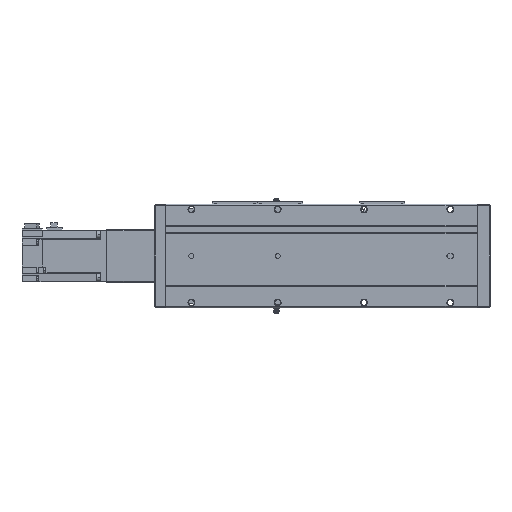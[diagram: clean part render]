
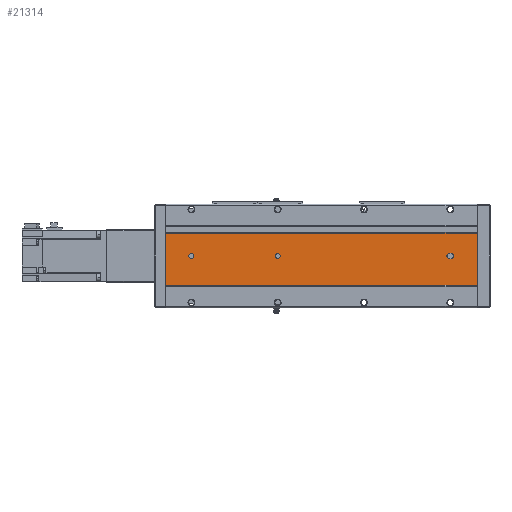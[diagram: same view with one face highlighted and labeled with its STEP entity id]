
A CAD part, front view. The second image highlights one B-rep face of the part: STEP entity #21314.
In plain terms, the highlighted planar face has unit normal (0, -1, 0).
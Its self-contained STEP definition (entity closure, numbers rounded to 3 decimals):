
#798 = FACE_BOUND ( 'NONE', #38388, .T. ) ;
#1138 = LINE ( 'NONE', #26796, #10835 ) ;
#2483 = VECTOR ( 'NONE', #4523, 1000. ) ;
#4029 = CARTESIAN_POINT ( 'NONE',  ( 331., 1., 0. ) ) ;
#4064 = VECTOR ( 'NONE', #14821, 1000. ) ;
#4153 = PLANE ( 'NONE',  #11030 ) ;
#4310 = VERTEX_POINT ( 'NONE', #38690 ) ;
#4414 = LINE ( 'NONE', #36117, #5828 ) ;
#4523 = DIRECTION ( 'NONE',  ( -1., 0., 0. ) ) ;
#5828 = VECTOR ( 'NONE', #10670, 1000. ) ;
#6218 = CARTESIAN_POINT ( 'NONE',  ( 361., 1., -34. ) ) ;
#7204 = VERTEX_POINT ( 'NONE', #30110 ) ;
#7494 = DIRECTION ( 'NONE',  ( 0., 1., 0. ) ) ;
#8048 = EDGE_LOOP ( 'NONE', ( #21405, #24087, #21007, #21471 ) ) ;
#8523 = ORIENTED_EDGE ( 'NONE', *, *, #15570, .F. ) ;
#9068 = CIRCLE ( 'NONE', #13708, 3. ) ;
#9083 = EDGE_CURVE ( 'NONE', #4310, #23695, #4414, .T. ) ;
#9604 = ORIENTED_EDGE ( 'NONE', *, *, #22302, .F. ) ;
#10078 = ORIENTED_EDGE ( 'NONE', *, *, #12573, .F. ) ;
#10290 = VERTEX_POINT ( 'NONE', #17550 ) ;
#10670 = DIRECTION ( 'NONE',  ( 1., 0., 0. ) ) ;
#10835 = VECTOR ( 'NONE', #10949, 1000. ) ;
#10939 = CARTESIAN_POINT ( 'NONE',  ( 30., 1., 3. ) ) ;
#10949 = DIRECTION ( 'NONE',  ( -1., 0., 0. ) ) ;
#10967 = VERTEX_POINT ( 'NONE', #6218 ) ;
#11030 = AXIS2_PLACEMENT_3D ( 'NONE', #39033, #7494, #20448 ) ;
#11232 = DIRECTION ( 'NONE',  ( 0., 0., 1. ) ) ;
#11391 = CARTESIAN_POINT ( 'NONE',  ( 130., 1., -3. ) ) ;
#12538 = CARTESIAN_POINT ( 'NONE',  ( 331., 1., -3. ) ) ;
#12573 = EDGE_CURVE ( 'NONE', #38570, #4310, #14214, .T. ) ;
#12839 = AXIS2_PLACEMENT_3D ( 'NONE', #20283, #39078, #26553 ) ;
#12956 = VERTEX_POINT ( 'NONE', #14342 ) ;
#13238 = CARTESIAN_POINT ( 'NONE',  ( 361., 1., 26.542 ) ) ;
#13550 = FACE_BOUND ( 'NONE', #34308, .T. ) ;
#13708 = AXIS2_PLACEMENT_3D ( 'NONE', #4029, #20658, #35557 ) ;
#14214 = CIRCLE ( 'NONE', #16866, 3. ) ;
#14342 = CARTESIAN_POINT ( 'NONE',  ( 130., 1., 3. ) ) ;
#14821 = DIRECTION ( 'NONE',  ( -1., 0., 0. ) ) ;
#15220 = VERTEX_POINT ( 'NONE', #16794 ) ;
#15347 = CIRCLE ( 'NONE', #40044, 3. ) ;
#15441 = DIRECTION ( 'NONE',  ( 0., -1., 0. ) ) ;
#15570 = EDGE_CURVE ( 'NONE', #23695, #7204, #9068, .T. ) ;
#16042 = CARTESIAN_POINT ( 'NONE',  ( 30., 1., 0. ) ) ;
#16324 = VECTOR ( 'NONE', #34856, 1000. ) ;
#16739 = DIRECTION ( 'NONE',  ( 0., -1., 0. ) ) ;
#16794 = CARTESIAN_POINT ( 'NONE',  ( 0., 1., 26.542 ) ) ;
#16866 = AXIS2_PLACEMENT_3D ( 'NONE', #30089, #16739, #29485 ) ;
#17494 = EDGE_CURVE ( 'NONE', #27948, #15220, #23511, .T. ) ;
#17548 = LINE ( 'NONE', #23843, #4064 ) ;
#17550 = CARTESIAN_POINT ( 'NONE',  ( 0., 1., -34. ) ) ;
#17604 = EDGE_CURVE ( 'NONE', #27948, #10967, #40603, .T. ) ;
#18800 = ORIENTED_EDGE ( 'NONE', *, *, #9083, .F. ) ;
#20283 = CARTESIAN_POINT ( 'NONE',  ( 130., 1., 0. ) ) ;
#20448 = DIRECTION ( 'NONE',  ( 1., 0., 0. ) ) ;
#20621 = DIRECTION ( 'NONE',  ( 0., -1., 0. ) ) ;
#20658 = DIRECTION ( 'NONE',  ( 0., -1., 0. ) ) ;
#21007 = ORIENTED_EDGE ( 'NONE', *, *, #17604, .F. ) ;
#21246 = EDGE_CURVE ( 'NONE', #15220, #10290, #29424, .T. ) ;
#21314 = ADVANCED_FACE ( 'NONE', ( #39858, #798, #13550, #26305 ), #4153, .F. ) ;
#21405 = ORIENTED_EDGE ( 'NONE', *, *, #21246, .T. ) ;
#21471 = ORIENTED_EDGE ( 'NONE', *, *, #17494, .T. ) ;
#21823 = DIRECTION ( 'NONE',  ( 0., -1., 0. ) ) ;
#22302 = EDGE_CURVE ( 'NONE', #12956, #22822, #15347, .T. ) ;
#22772 = EDGE_LOOP ( 'NONE', ( #18800, #10078, #40149, #8523 ) ) ;
#22822 = VERTEX_POINT ( 'NONE', #11391 ) ;
#22957 = CIRCLE ( 'NONE', #37621, 3. ) ;
#23126 = CARTESIAN_POINT ( 'NONE',  ( 361., 1., 26.542 ) ) ;
#23511 = LINE ( 'NONE', #23126, #2483 ) ;
#23695 = VERTEX_POINT ( 'NONE', #12538 ) ;
#23843 = CARTESIAN_POINT ( 'NONE',  ( 361., 1., 3. ) ) ;
#24009 = ORIENTED_EDGE ( 'NONE', *, *, #40155, .F. ) ;
#24087 = ORIENTED_EDGE ( 'NONE', *, *, #24262, .F. ) ;
#24251 = CIRCLE ( 'NONE', #34909, 3. ) ;
#24262 = EDGE_CURVE ( 'NONE', #10967, #10290, #1138, .T. ) ;
#25286 = CARTESIAN_POINT ( 'NONE',  ( 0., 1., 26.542 ) ) ;
#26305 = FACE_BOUND ( 'NONE', #22772, .T. ) ;
#26553 = DIRECTION ( 'NONE',  ( 0., 0., 1. ) ) ;
#26796 = CARTESIAN_POINT ( 'NONE',  ( 361., 1., -34. ) ) ;
#26974 = EDGE_CURVE ( 'NONE', #41059, #39774, #22957, .T. ) ;
#27948 = VERTEX_POINT ( 'NONE', #13238 ) ;
#28204 = CARTESIAN_POINT ( 'NONE',  ( 130., 1., 0. ) ) ;
#28645 = EDGE_CURVE ( 'NONE', #7204, #38570, #17548, .T. ) ;
#29119 = CARTESIAN_POINT ( 'NONE',  ( 30., 1., 0. ) ) ;
#29424 = LINE ( 'NONE', #25286, #16324 ) ;
#29485 = DIRECTION ( 'NONE',  ( 0., 0., 1. ) ) ;
#29509 = CARTESIAN_POINT ( 'NONE',  ( 329., 1., 3. ) ) ;
#30089 = CARTESIAN_POINT ( 'NONE',  ( 329., 1., 0. ) ) ;
#30110 = CARTESIAN_POINT ( 'NONE',  ( 331., 1., 3. ) ) ;
#30184 = ORIENTED_EDGE ( 'NONE', *, *, #26974, .F. ) ;
#30841 = CIRCLE ( 'NONE', #12839, 3. ) ;
#31011 = CARTESIAN_POINT ( 'NONE',  ( 361., 1., 26.542 ) ) ;
#31135 = EDGE_CURVE ( 'NONE', #39774, #41059, #24251, .T. ) ;
#31622 = DIRECTION ( 'NONE',  ( 0., 0., 1. ) ) ;
#32759 = ORIENTED_EDGE ( 'NONE', *, *, #31135, .F. ) ;
#33149 = VECTOR ( 'NONE', #39992, 1000. ) ;
#34308 = EDGE_LOOP ( 'NONE', ( #24009, #9604 ) ) ;
#34856 = DIRECTION ( 'NONE',  ( 0., 0., -1. ) ) ;
#34909 = AXIS2_PLACEMENT_3D ( 'NONE', #16042, #20621, #11232 ) ;
#35557 = DIRECTION ( 'NONE',  ( 0., 0., 1. ) ) ;
#36031 = CARTESIAN_POINT ( 'NONE',  ( 30., 1., -3. ) ) ;
#36117 = CARTESIAN_POINT ( 'NONE',  ( 361., 1., -3. ) ) ;
#37621 = AXIS2_PLACEMENT_3D ( 'NONE', #29119, #21823, #31622 ) ;
#38388 = EDGE_LOOP ( 'NONE', ( #30184, #32759 ) ) ;
#38570 = VERTEX_POINT ( 'NONE', #29509 ) ;
#38690 = CARTESIAN_POINT ( 'NONE',  ( 329., 1., -3. ) ) ;
#39033 = CARTESIAN_POINT ( 'NONE',  ( 361., 1., 26.542 ) ) ;
#39078 = DIRECTION ( 'NONE',  ( 0., -1., 0. ) ) ;
#39774 = VERTEX_POINT ( 'NONE', #10939 ) ;
#39858 = FACE_OUTER_BOUND ( 'NONE', #8048, .T. ) ;
#39992 = DIRECTION ( 'NONE',  ( 0., 0., -1. ) ) ;
#40044 = AXIS2_PLACEMENT_3D ( 'NONE', #28204, #15441, #40947 ) ;
#40149 = ORIENTED_EDGE ( 'NONE', *, *, #28645, .F. ) ;
#40155 = EDGE_CURVE ( 'NONE', #22822, #12956, #30841, .T. ) ;
#40603 = LINE ( 'NONE', #31011, #33149 ) ;
#40947 = DIRECTION ( 'NONE',  ( 0., 0., 1. ) ) ;
#41059 = VERTEX_POINT ( 'NONE', #36031 ) ;
